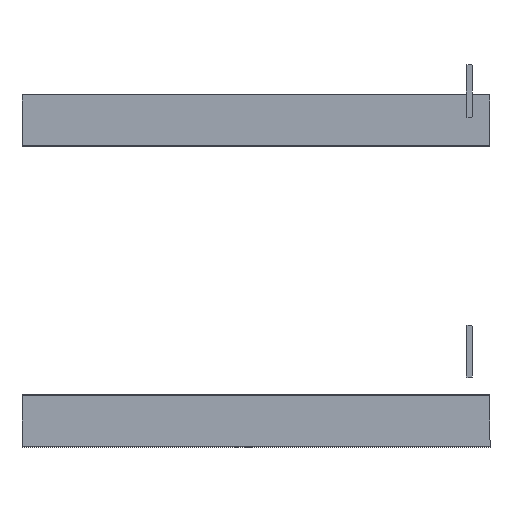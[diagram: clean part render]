
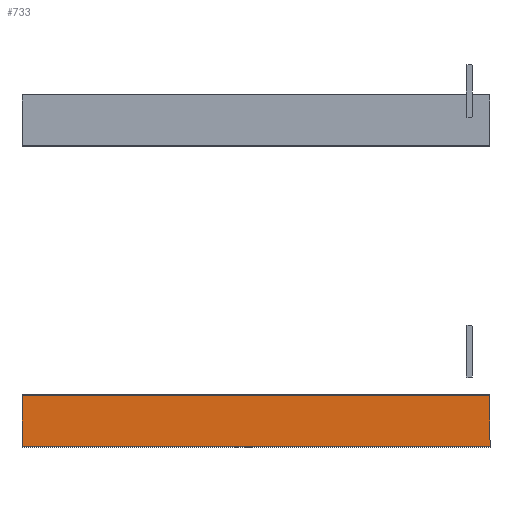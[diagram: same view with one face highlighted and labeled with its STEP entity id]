
A CAD part, left-side view. The second image highlights one B-rep face of the part: STEP entity #733.
In plain terms, the highlighted planar face has unit normal (-1, 0, 0).
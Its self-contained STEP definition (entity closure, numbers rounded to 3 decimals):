
#25=FACE_OUTER_BOUND('',#65,.T.);
#65=EDGE_LOOP('',(#485,#486,#487,#488));
#103=LINE('',#1022,#199);
#111=LINE('',#1037,#207);
#112=LINE('',#1040,#208);
#120=LINE('',#1055,#216);
#199=VECTOR('',#840,10.);
#207=VECTOR('',#852,10.);
#208=VECTOR('',#855,10.);
#216=VECTOR('',#871,10.);
#294=VERTEX_POINT('',#1019);
#295=VERTEX_POINT('',#1021);
#300=VERTEX_POINT('',#1035);
#301=VERTEX_POINT('',#1039);
#359=EDGE_CURVE('',#294,#295,#103,.T.);
#367=EDGE_CURVE('',#300,#294,#111,.T.);
#368=EDGE_CURVE('',#295,#301,#112,.T.);
#376=EDGE_CURVE('',#301,#300,#120,.T.);
#485=ORIENTED_EDGE('',*,*,#367,.F.);
#486=ORIENTED_EDGE('',*,*,#376,.F.);
#487=ORIENTED_EDGE('',*,*,#368,.F.);
#488=ORIENTED_EDGE('',*,*,#359,.F.);
#649=PLANE('',#796);
#733=ADVANCED_FACE('',(#25),#649,.T.);
#796=AXIS2_PLACEMENT_3D('',#1054,#869,#870);
#840=DIRECTION('',(0.,0.,1.));
#852=DIRECTION('',(0.,1.,0.));
#855=DIRECTION('',(0.,-1.,0.));
#869=DIRECTION('center_axis',(-1.,0.,0.));
#870=DIRECTION('ref_axis',(0.,0.,-1.));
#871=DIRECTION('',(0.,0.,-1.));
#1019=CARTESIAN_POINT('',(-474.35,472.15,42.05));
#1021=CARTESIAN_POINT('',(-474.35,472.15,92.85));
#1022=CARTESIAN_POINT('',(-474.35,472.15,93.45));
#1035=CARTESIAN_POINT('',(-474.35,5.15,42.05));
#1037=CARTESIAN_POINT('',(-474.35,238.65,42.05));
#1039=CARTESIAN_POINT('',(-474.35,5.15,92.85));
#1040=CARTESIAN_POINT('',(-474.35,238.65,92.85));
#1054=CARTESIAN_POINT('Origin',(-474.35,238.65,93.45));
#1055=CARTESIAN_POINT('',(-474.35,5.15,93.45));
